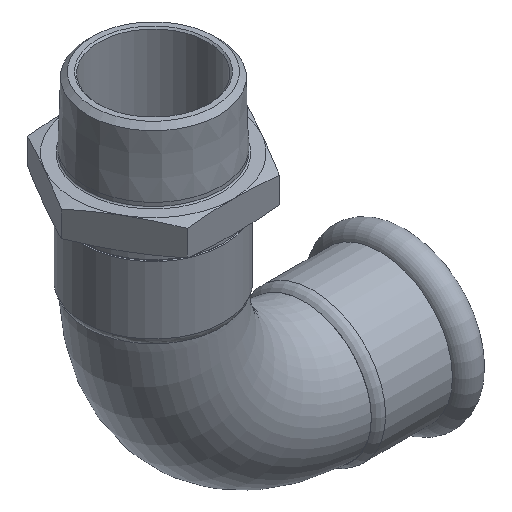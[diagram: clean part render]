
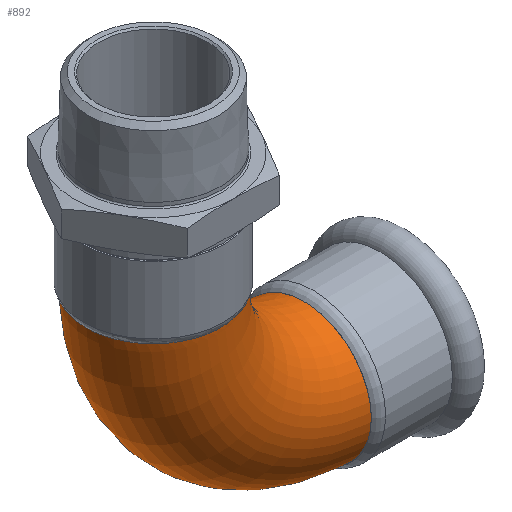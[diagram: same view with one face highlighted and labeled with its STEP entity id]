
A CAD part, isometric view. The second image highlights one B-rep face of the part: STEP entity #892.
In plain terms, the highlighted toroidal (fillet/blend) face has major radius 50 mm and minor radius 21 mm.
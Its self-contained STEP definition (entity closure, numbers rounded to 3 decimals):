
#71=TOROIDAL_SURFACE('',#1042,50.,21.);
#120=FACE_OUTER_BOUND('',#177,.T.);
#177=EDGE_LOOP('',(#790,#791,#792,#793,#794,#795));
#182=B_SPLINE_CURVE_WITH_KNOTS('',3,(#1357,#1358,#1359,#1360,#1361,#1362,
#1363,#1364,#1365,#1366,#1367,#1368,#1369,#1370,#1371,#1372,#1373,#1374,
#1375,#1376,#1377,#1378,#1379,#1380),.UNSPECIFIED.,.F.,.F.,(4,2,2,2,2,2,
2,2,2,2,2,4),(-6.622,-6.299,-5.5,-4.677,
-3.861,-3.044,-2.216,-1.407,
-0.739,-0.326,-0.131,0.),
 .UNSPECIFIED.);
#184=B_SPLINE_CURVE_WITH_KNOTS('',3,(#1646,#1647,#1648,#1649,#1650,#1651,
#1652,#1653,#1654,#1655,#1656,#1657,#1658,#1659,#1660,#1661,#1662,#1663,
#1664,#1665,#1666,#1667,#1668,#1669),.UNSPECIFIED.,.F.,.F.,(4,2,2,2,2,2,
2,2,2,2,2,4),(-13.234,-12.79,-12.359,-11.526,
-10.698,-9.872,-9.042,-8.22,
-7.505,-6.962,-6.703,-6.618),
 .UNSPECIFIED.);
#185=B_SPLINE_CURVE_WITH_KNOTS('',3,(#1670,#1671,#1672,#1673,#1674,#1675,
#1676,#1677,#1678,#1679,#1680,#1681,#1682,#1683,#1684,#1685,#1686,#1687,
#1688,#1689,#1690,#1691),.UNSPECIFIED.,.F.,.F.,(4,2,2,2,2,2,2,2,2,2,4),
(-6.618,-6.483,-6.204,-5.468,
-4.626,-3.856,-3.108,-2.359,
-1.597,-0.812,0.),.UNSPECIFIED.);
#189=B_SPLINE_CURVE_WITH_KNOTS('',3,(#1804,#1805,#1806,#1807,#1808,#1809,
#1810,#1811,#1812,#1813,#1814,#1815,#1816,#1817,#1818,#1819,#1820,#1821,
#1822,#1823,#1824,#1825,#1826,#1827),.UNSPECIFIED.,.F.,.F.,(4,2,2,2,2,2,
2,2,2,2,2,4),(-13.242,-13.118,-12.929,-12.41,
-11.593,-10.817,-10.082,-9.359,-8.635,
-7.896,-7.124,-6.622),.UNSPECIFIED.);
#269=CIRCLE('',#1043,29.);
#327=VERTEX_POINT('',#1353);
#328=VERTEX_POINT('',#1355);
#397=VERTEX_POINT('',#1644);
#398=VERTEX_POINT('',#1645);
#418=EDGE_CURVE('',#327,#328,#182,.T.);
#517=EDGE_CURVE('',#397,#398,#184,.T.);
#518=EDGE_CURVE('',#398,#397,#185,.T.);
#532=EDGE_CURVE('',#328,#327,#189,.T.);
#545=EDGE_CURVE('',#398,#328,#269,.T.);
#790=ORIENTED_EDGE('',*,*,#517,.T.);
#791=ORIENTED_EDGE('',*,*,#545,.T.);
#792=ORIENTED_EDGE('',*,*,#532,.T.);
#793=ORIENTED_EDGE('',*,*,#418,.T.);
#794=ORIENTED_EDGE('',*,*,#545,.F.);
#795=ORIENTED_EDGE('',*,*,#518,.T.);
#892=ADVANCED_FACE('',(#120),#71,.T.);
#1042=AXIS2_PLACEMENT_3D('',#1852,#1327,#1328);
#1043=AXIS2_PLACEMENT_3D('',#1853,#1329,#1330);
#1327=DIRECTION('center_axis',(0.,1.,0.));
#1328=DIRECTION('ref_axis',(0.,0.,1.));
#1329=DIRECTION('center_axis',(0.,-1.,0.));
#1330=DIRECTION('ref_axis',(0.,0.,1.));
#1353=CARTESIAN_POINT('',(-32.789,0.,-20.945));
#1355=CARTESIAN_POINT('',(-32.909,0.,21.146));
#1357=CARTESIAN_POINT('Ctrl Pts',(-32.789,0.,
-20.945));
#1358=CARTESIAN_POINT('Ctrl Pts',(-32.789,-1.071,-20.945));
#1359=CARTESIAN_POINT('Ctrl Pts',(-32.789,-2.142,-20.863));
#1360=CARTESIAN_POINT('Ctrl Pts',(-32.79,-5.836,-20.292));
#1361=CARTESIAN_POINT('Ctrl Pts',(-32.791,-8.366,-19.388));
#1362=CARTESIAN_POINT('Ctrl Pts',(-32.794,-13.024,-16.642));
#1363=CARTESIAN_POINT('Ctrl Pts',(-32.796,-15.092,-14.798));
#1364=CARTESIAN_POINT('Ctrl Pts',(-32.802,-18.386,-10.439));
#1365=CARTESIAN_POINT('Ctrl Pts',(-32.806,-19.59,-7.971));
#1366=CARTESIAN_POINT('Ctrl Pts',(-32.816,-20.991,-2.713));
#1367=CARTESIAN_POINT('Ctrl Pts',(-32.821,-21.175,0.029));
#1368=CARTESIAN_POINT('Ctrl Pts',(-32.835,-20.486,5.467));
#1369=CARTESIAN_POINT('Ctrl Pts',(-32.843,-19.605,8.111));
#1370=CARTESIAN_POINT('Ctrl Pts',(-32.861,-16.906,12.854));
#1371=CARTESIAN_POINT('Ctrl Pts',(-32.871,-15.135,14.921));
#1372=CARTESIAN_POINT('Ctrl Pts',(-32.887,-11.278,17.983));
#1373=CARTESIAN_POINT('Ctrl Pts',(-32.894,-9.325,19.083));
#1374=CARTESIAN_POINT('Ctrl Pts',(-32.903,-5.944,20.33));
#1375=CARTESIAN_POINT('Ctrl Pts',(-32.905,-4.609,20.678));
#1376=CARTESIAN_POINT('Ctrl Pts',(-32.908,-2.608,20.993));
#1377=CARTESIAN_POINT('Ctrl Pts',(-32.908,-1.962,21.064));
#1378=CARTESIAN_POINT('Ctrl Pts',(-32.909,-0.876,
21.132));
#1379=CARTESIAN_POINT('Ctrl Pts',(-32.909,-0.438,
21.146));
#1380=CARTESIAN_POINT('Ctrl Pts',(-32.909,0.,
21.146));
#1644=CARTESIAN_POINT('',(-100.972,0.,48.));
#1645=CARTESIAN_POINT('',(-58.937,0.,48.091));
#1646=CARTESIAN_POINT('Ctrl Pts',(-100.972,0.,
48.));
#1647=CARTESIAN_POINT('Ctrl Pts',(-100.972,1.479,48.));
#1648=CARTESIAN_POINT('Ctrl Pts',(-100.816,2.954,48.));
#1649=CARTESIAN_POINT('Ctrl Pts',(-100.204,5.807,48.001));
#1650=CARTESIAN_POINT('Ctrl Pts',(-99.759,7.179,48.001));
#1651=CARTESIAN_POINT('Ctrl Pts',(-98.054,11.031,48.003));
#1652=CARTESIAN_POINT('Ctrl Pts',(-96.44,13.321,48.004));
#1653=CARTESIAN_POINT('Ctrl Pts',(-92.424,17.132,48.009));
#1654=CARTESIAN_POINT('Ctrl Pts',(-90.065,18.619,48.012));
#1655=CARTESIAN_POINT('Ctrl Pts',(-84.914,20.593,48.019));
#1656=CARTESIAN_POINT('Ctrl Pts',(-82.174,21.064,48.023));
#1657=CARTESIAN_POINT('Ctrl Pts',(-76.657,20.922,48.034));
#1658=CARTESIAN_POINT('Ctrl Pts',(-73.934,20.307,48.04));
#1659=CARTESIAN_POINT('Ctrl Pts',(-68.904,18.068,48.053));
#1660=CARTESIAN_POINT('Ctrl Pts',(-66.642,16.475,48.06));
#1661=CARTESIAN_POINT('Ctrl Pts',(-63.103,12.769,48.073));
#1662=CARTESIAN_POINT('Ctrl Pts',(-61.761,10.777,48.078));
#1663=CARTESIAN_POINT('Ctrl Pts',(-60.041,6.952,48.086));
#1664=CARTESIAN_POINT('Ctrl Pts',(-59.515,5.213,48.089));
#1665=CARTESIAN_POINT('Ctrl Pts',(-59.078,2.577,48.091));
#1666=CARTESIAN_POINT('Ctrl Pts',(-58.99,1.719,48.091));
#1667=CARTESIAN_POINT('Ctrl Pts',(-58.943,0.572,48.091));
#1668=CARTESIAN_POINT('Ctrl Pts',(-58.937,0.286,48.091));
#1669=CARTESIAN_POINT('Ctrl Pts',(-58.937,0.,
48.091));
#1670=CARTESIAN_POINT('Ctrl Pts',(-58.937,0.,
48.091));
#1671=CARTESIAN_POINT('Ctrl Pts',(-58.937,-0.447,
48.091));
#1672=CARTESIAN_POINT('Ctrl Pts',(-58.951,-0.895,
48.091));
#1673=CARTESIAN_POINT('Ctrl Pts',(-59.04,-2.27,48.091));
#1674=CARTESIAN_POINT('Ctrl Pts',(-59.161,-3.194,48.09));
#1675=CARTESIAN_POINT('Ctrl Pts',(-59.824,-6.514,48.087));
#1676=CARTESIAN_POINT('Ctrl Pts',(-60.724,-8.818,48.083));
#1677=CARTESIAN_POINT('Ctrl Pts',(-63.461,-13.31,48.071));
#1678=CARTESIAN_POINT('Ctrl Pts',(-65.386,-15.389,48.064));
#1679=CARTESIAN_POINT('Ctrl Pts',(-69.744,-18.53,48.05));
#1680=CARTESIAN_POINT('Ctrl Pts',(-72.084,-19.638,48.044));
#1681=CARTESIAN_POINT('Ctrl Pts',(-76.976,-20.936,48.033));
#1682=CARTESIAN_POINT('Ctrl Pts',(-79.482,-21.142,48.028));
#1683=CARTESIAN_POINT('Ctrl Pts',(-84.45,-20.666,48.02));
#1684=CARTESIAN_POINT('Ctrl Pts',(-86.872,-19.988,48.016));
#1685=CARTESIAN_POINT('Ctrl Pts',(-91.406,-17.794,48.01));
#1686=CARTESIAN_POINT('Ctrl Pts',(-93.473,-16.282,48.008));
#1687=CARTESIAN_POINT('Ctrl Pts',(-97.018,-12.539,48.004));
#1688=CARTESIAN_POINT('Ctrl Pts',(-98.445,-10.321,48.002));
#1689=CARTESIAN_POINT('Ctrl Pts',(-100.448,-5.39,48.));
#1690=CARTESIAN_POINT('Ctrl Pts',(-100.972,-2.708,48.));
#1691=CARTESIAN_POINT('Ctrl Pts',(-100.972,0.,
48.));
#1804=CARTESIAN_POINT('Ctrl Pts',(-32.909,0.,
21.146));
#1805=CARTESIAN_POINT('Ctrl Pts',(-32.909,0.414,21.146));
#1806=CARTESIAN_POINT('Ctrl Pts',(-32.909,0.828,21.134));
#1807=CARTESIAN_POINT('Ctrl Pts',(-32.908,1.871,21.072));
#1808=CARTESIAN_POINT('Ctrl Pts',(-32.908,2.497,21.006));
#1809=CARTESIAN_POINT('Ctrl Pts',(-32.905,4.828,20.654));
#1810=CARTESIAN_POINT('Ctrl Pts',(-32.902,6.498,20.185));
#1811=CARTESIAN_POINT('Ctrl Pts',(-32.89,10.602,18.462));
#1812=CARTESIAN_POINT('Ctrl Pts',(-32.881,12.884,16.929));
#1813=CARTESIAN_POINT('Ctrl Pts',(-32.863,16.643,13.176));
#1814=CARTESIAN_POINT('Ctrl Pts',(-32.854,18.122,11.025));
#1815=CARTESIAN_POINT('Ctrl Pts',(-32.838,20.172,6.421));
#1816=CARTESIAN_POINT('Ctrl Pts',(-32.831,20.772,4.025));
#1817=CARTESIAN_POINT('Ctrl Pts',(-32.82,21.118,-0.823));
#1818=CARTESIAN_POINT('Ctrl Pts',(-32.815,20.876,-3.237));
#1819=CARTESIAN_POINT('Ctrl Pts',(-32.806,19.586,-7.883));
#1820=CARTESIAN_POINT('Ctrl Pts',(-32.803,18.544,-10.08));
#1821=CARTESIAN_POINT('Ctrl Pts',(-32.797,15.732,-14.066));
#1822=CARTESIAN_POINT('Ctrl Pts',(-32.795,13.969,-15.813));
#1823=CARTESIAN_POINT('Ctrl Pts',(-32.792,9.826,-18.68));
#1824=CARTESIAN_POINT('Ctrl Pts',(-32.791,7.458,-19.743));
#1825=CARTESIAN_POINT('Ctrl Pts',(-32.789,3.331,-20.747));
#1826=CARTESIAN_POINT('Ctrl Pts',(-32.789,1.666,-20.945));
#1827=CARTESIAN_POINT('Ctrl Pts',(-32.789,0.,
-20.945));
#1852=CARTESIAN_POINT('Origin',(-30.,0.,50.));
#1853=CARTESIAN_POINT('Origin',(-30.,0.,50.));
